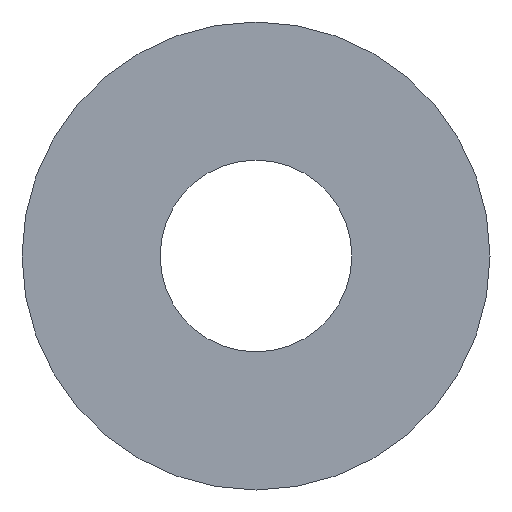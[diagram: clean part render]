
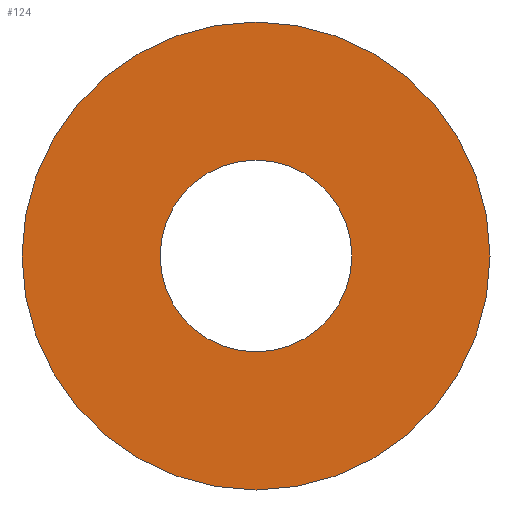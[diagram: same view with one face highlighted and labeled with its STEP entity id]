
A CAD part, front view. The second image highlights one B-rep face of the part: STEP entity #124.
In plain terms, the highlighted planar face has unit normal (0, -1, 0).
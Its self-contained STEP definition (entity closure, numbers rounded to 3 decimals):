
#23=ORIENTED_EDGE('',*,*,#35,.F.);
#24=ORIENTED_EDGE('',*,*,#36,.T.);
#35=EDGE_CURVE('',#41,#41,#47,.T.);
#36=EDGE_CURVE('',#42,#42,#48,.T.);
#41=VERTEX_POINT('',#176);
#42=VERTEX_POINT('',#178);
#47=CIRCLE('',#136,1.23);
#48=CIRCLE('',#137,3.);
#53=EDGE_LOOP('',(#23));
#54=EDGE_LOOP('',(#24));
#65=FACE_BOUND('',#53,.T.);
#66=FACE_BOUND('',#54,.T.);
#77=PLANE('',#135);
#124=ADVANCED_FACE('',(#65,#66),#77,.T.);
#135=AXIS2_PLACEMENT_3D('',#174,#149,#150);
#136=AXIS2_PLACEMENT_3D('',#175,#151,#152);
#137=AXIS2_PLACEMENT_3D('',#177,#153,#154);
#149=DIRECTION('',(0.,-1.,0.));
#150=DIRECTION('',(0.,0.,-1.));
#151=DIRECTION('',(0.,-1.,0.));
#152=DIRECTION('',(1.,0.,0.));
#153=DIRECTION('',(0.,-1.,0.));
#154=DIRECTION('',(0.,0.,-1.));
#174=CARTESIAN_POINT('',(0.,0.,0.));
#175=CARTESIAN_POINT('',(0.,0.,0.));
#176=CARTESIAN_POINT('',(1.23,0.,0.));
#177=CARTESIAN_POINT('',(0.,0.,0.));
#178=CARTESIAN_POINT('',(0.,0.,-3.));
